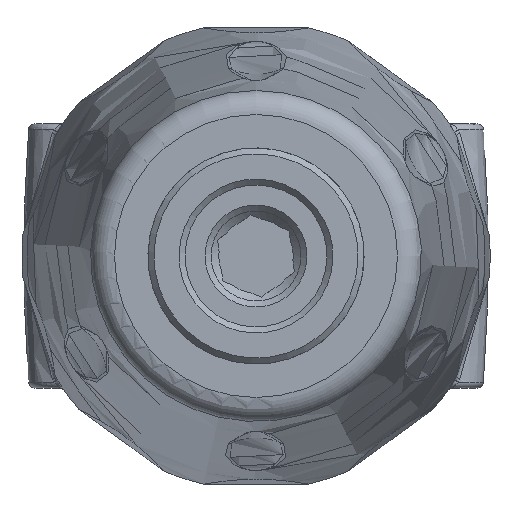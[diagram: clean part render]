
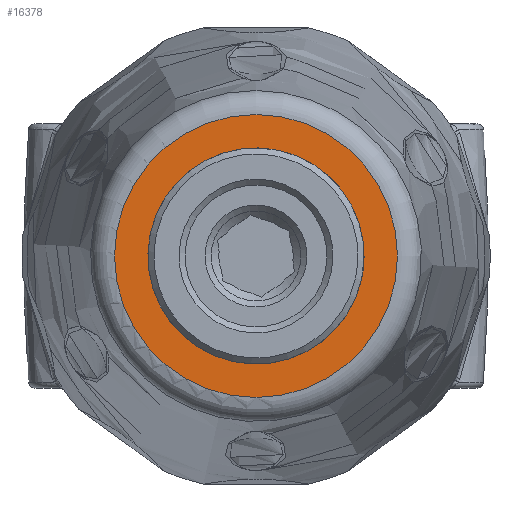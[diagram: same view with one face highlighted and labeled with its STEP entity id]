
A CAD part, left-side view. The second image highlights one B-rep face of the part: STEP entity #16378.
In plain terms, the highlighted planar face has unit normal (-1, 0, 0).
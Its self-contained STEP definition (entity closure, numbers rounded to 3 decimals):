
#1170=CIRCLE('',#17136,11.788);
#1185=CIRCLE('',#17161,9.);
#2066=ORIENTED_EDGE('',*,*,#5310,.T.);
#2067=ORIENTED_EDGE('',*,*,#5337,.F.);
#5310=EDGE_CURVE('',#6951,#6951,#1170,.T.);
#5337=EDGE_CURVE('',#6976,#6976,#1185,.T.);
#6951=VERTEX_POINT('',#25500);
#6976=VERTEX_POINT('',#25608);
#9318=EDGE_LOOP('',(#2066));
#9319=EDGE_LOOP('',(#2067));
#10153=FACE_BOUND('',#9318,.T.);
#10154=FACE_BOUND('',#9319,.T.);
#10877=PLANE('',#17160);
#16378=ADVANCED_FACE('',(#10153,#10154),#10877,.T.);
#17136=AXIS2_PLACEMENT_3D('',#25499,#18244,#18245);
#17160=AXIS2_PLACEMENT_3D('',#25606,#18292,#18293);
#17161=AXIS2_PLACEMENT_3D('',#25607,#18294,#18295);
#18244=DIRECTION('',(-1.,0.,0.));
#18245=DIRECTION('',(0.,0.,1.));
#18292=DIRECTION('',(-1.,0.,0.));
#18293=DIRECTION('',(0.,0.,1.));
#18294=DIRECTION('',(-1.,0.,0.));
#18295=DIRECTION('',(0.,-1.,0.));
#25499=CARTESIAN_POINT('',(-62.705,0.8,0.));
#25500=CARTESIAN_POINT('',(-62.705,0.8,11.788));
#25606=CARTESIAN_POINT('',(-62.705,0.8,-10.4));
#25607=CARTESIAN_POINT('',(-62.705,0.8,0.));
#25608=CARTESIAN_POINT('',(-62.705,-8.2,0.));
